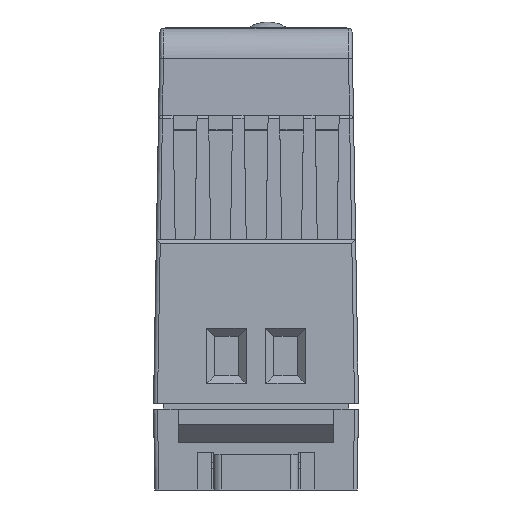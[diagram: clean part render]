
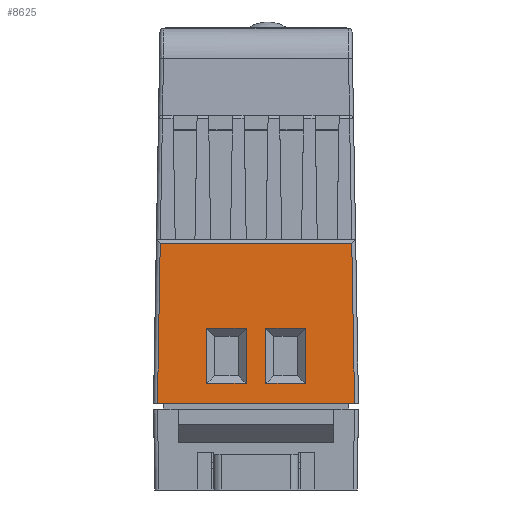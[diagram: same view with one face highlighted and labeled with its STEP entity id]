
A CAD part, front view. The second image highlights one B-rep face of the part: STEP entity #8625.
In plain terms, the highlighted planar face has unit normal (0, -1, 0.018).
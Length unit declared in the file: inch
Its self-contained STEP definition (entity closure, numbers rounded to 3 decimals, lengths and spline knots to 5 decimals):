
#4228 = VERTEX_POINT ( 'NONE', #9002 ) ;
#4229 = EDGE_CURVE ( 'NONE', #4228, #8664, #9091, .T. ) ;
#4231 = ORIENTED_EDGE ( 'NONE', *, *, #4229, .F. ) ;
#4232 = EDGE_CURVE ( 'NONE', #8624, #4228, #9085, .T. ) ;
#4233 = ORIENTED_EDGE ( 'NONE', *, *, #8433, .T. ) ;
#4234 = VERTEX_POINT ( 'NONE', #9004 ) ;
#4235 = ORIENTED_EDGE ( 'NONE', *, *, #4232, .F. ) ;
#4236 = EDGE_CURVE ( 'NONE', #8622, #8624, #9080, .T. ) ;
#4237 = ORIENTED_EDGE ( 'NONE', *, *, #4236, .F. ) ;
#4238 = EDGE_LOOP ( 'NONE', ( #4239, #8430, #8432, #4233 ) ) ;
#4239 = ORIENTED_EDGE ( 'NONE', *, *, #4241, .F. ) ;
#4240 = VERTEX_POINT ( 'NONE', #9003 ) ;
#4241 = EDGE_CURVE ( 'NONE', #4242, #8665, #9089, .T. ) ;
#4242 = VERTEX_POINT ( 'NONE', #9081 ) ;
#4253 = VERTEX_POINT ( 'NONE', #9032 ) ;
#8430 = ORIENTED_EDGE ( 'NONE', *, *, #8637, .T. ) ;
#8431 = EDGE_CURVE ( 'NONE', #4240, #4234, #11988, .T. ) ;
#8432 = ORIENTED_EDGE ( 'NONE', *, *, #8431, .T. ) ;
#8433 = EDGE_CURVE ( 'NONE', #4234, #8665, #11984, .T. ) ;
#8607 = ORIENTED_EDGE ( 'NONE', *, *, #8668, .F. ) ;
#8617 = VERTEX_POINT ( 'NONE', #12255 ) ;
#8618 = EDGE_LOOP ( 'NONE', ( #8627, #8626, #8666, #8669 ) ) ;
#8621 = VERTEX_POINT ( 'NONE', #12412 ) ;
#8622 = VERTEX_POINT ( 'NONE', #12415 ) ;
#8624 = VERTEX_POINT ( 'NONE', #12407 ) ;
#8625 = ADVANCED_FACE ( 'NONE', ( #12403, #12420, #12413 ), #12405, .T. ) ;
#8626 = ORIENTED_EDGE ( 'NONE', *, *, #8628, .F. ) ;
#8627 = ORIENTED_EDGE ( 'NONE', *, *, #8629, .F. ) ;
#8628 = EDGE_CURVE ( 'NONE', #8617, #4253, #12411, .T. ) ;
#8629 = EDGE_CURVE ( 'NONE', #4253, #8621, #12282, .T. ) ;
#8637 = EDGE_CURVE ( 'NONE', #4242, #4240, #12396, .T. ) ;
#8662 = VERTEX_POINT ( 'NONE', #12625 ) ;
#8663 = EDGE_CURVE ( 'NONE', #8662, #8617, #12514, .T. ) ;
#8664 = VERTEX_POINT ( 'NONE', #12515 ) ;
#8665 = VERTEX_POINT ( 'NONE', #12645 ) ;
#8666 = ORIENTED_EDGE ( 'NONE', *, *, #8663, .F. ) ;
#8667 = EDGE_CURVE ( 'NONE', #8621, #8662, #12518, .T. ) ;
#8668 = EDGE_CURVE ( 'NONE', #8664, #8622, #12505, .T. ) ;
#8669 = ORIENTED_EDGE ( 'NONE', *, *, #8667, .F. ) ;
#8670 = EDGE_LOOP ( 'NONE', ( #8607, #4231, #4235, #4237 ) ) ;
#9002 = CARTESIAN_POINT ( 'NONE',  ( -0.05, -1.75773, 0.12998 ) ) ;
#9003 = CARTESIAN_POINT ( 'NONE',  ( 0.48533, -1.74533, 0.84035 ) ) ;
#9004 = CARTESIAN_POINT ( 'NONE',  ( -0.48533, -1.74533, 0.84035 ) ) ;
#9032 = CARTESIAN_POINT ( 'NONE',  ( 0.25, -1.75284, 0.40994 ) ) ;
#9046 = DIRECTION ( 'NONE',  ( -1., 0., 0. ) ) ;
#9047 = VECTOR ( 'NONE', #9046, 39.37008 ) ;
#9048 = CARTESIAN_POINT ( 'NONE',  ( -0.52, -1.75948, 0.03 ) ) ;
#9078 = DIRECTION ( 'NONE',  ( 0., -0.017, -1. ) ) ;
#9079 = VECTOR ( 'NONE', #9078, 39.37008 ) ;
#9080 = LINE ( 'NONE', #9092, #9079 ) ;
#9081 = CARTESIAN_POINT ( 'NONE',  ( 0.49948, -1.75948, 0.03 ) ) ;
#9082 = DIRECTION ( 'NONE',  ( 1., 0., 0. ) ) ;
#9083 = VECTOR ( 'NONE', #9082, 39.37008 ) ;
#9084 = CARTESIAN_POINT ( 'NONE',  ( -0.25, -1.75773, 0.12998 ) ) ;
#9085 = LINE ( 'NONE', #9084, #9083 ) ;
#9086 = DIRECTION ( 'NONE',  ( 0., 0.017, 1. ) ) ;
#9087 = VECTOR ( 'NONE', #9086, 39.37008 ) ;
#9088 = CARTESIAN_POINT ( 'NONE',  ( -0.05, -1.75284, 0.40994 ) ) ;
#9089 = LINE ( 'NONE', #9048, #9047 ) ;
#9091 = LINE ( 'NONE', #9088, #9087 ) ;
#9092 = CARTESIAN_POINT ( 'NONE',  ( -0.25, -1.75284, 0.40994 ) ) ;
#11980 = DIRECTION ( 'NONE',  ( -0.017, -0.017, -1. ) ) ;
#11981 = VECTOR ( 'NONE', #11980, 39.37008 ) ;
#11983 = CARTESIAN_POINT ( 'NONE',  ( -0.50001, -1.76001, -0.00035 ) ) ;
#11984 = LINE ( 'NONE', #11983, #11981 ) ;
#11986 = DIRECTION ( 'NONE',  ( -1., 0., 0. ) ) ;
#11987 = VECTOR ( 'NONE', #11986, 39.37008 ) ;
#11988 = LINE ( 'NONE', #11991, #11987 ) ;
#11991 = CARTESIAN_POINT ( 'NONE',  ( -0.52, -1.74533, 0.84035 ) ) ;
#12255 = CARTESIAN_POINT ( 'NONE',  ( 0.25, -1.75773, 0.12998 ) ) ;
#12278 = DIRECTION ( 'NONE',  ( -1., 0., 0. ) ) ;
#12279 = VECTOR ( 'NONE', #12278, 39.37008 ) ;
#12280 = CARTESIAN_POINT ( 'NONE',  ( 0.05, -1.75284, 0.40994 ) ) ;
#12282 = LINE ( 'NONE', #12280, #12279 ) ;
#12283 = DIRECTION ( 'NONE',  ( 0., 0.017, 1. ) ) ;
#12284 = VECTOR ( 'NONE', #12283, 39.37008 ) ;
#12286 = DIRECTION ( 'NONE',  ( 0., -0.017, -1. ) ) ;
#12390 = DIRECTION ( 'NONE',  ( -0.017, 0.017, 1. ) ) ;
#12391 = VECTOR ( 'NONE', #12390, 39.37008 ) ;
#12395 = CARTESIAN_POINT ( 'NONE',  ( 0.49969, -1.75969, 0.01779 ) ) ;
#12396 = LINE ( 'NONE', #12395, #12391 ) ;
#12398 = DIRECTION ( 'NONE',  ( 0., -1., 0.017 ) ) ;
#12399 = CARTESIAN_POINT ( 'NONE',  ( -0.52, -1.76, 0. ) ) ;
#12400 = AXIS2_PLACEMENT_3D ( 'NONE', #12399, #12398, #12286 ) ;
#12403 = FACE_BOUND ( 'NONE', #8618, .T. ) ;
#12405 = PLANE ( 'NONE',  #12400 ) ;
#12406 = CARTESIAN_POINT ( 'NONE',  ( 0.25, -1.75284, 0.40994 ) ) ;
#12407 = CARTESIAN_POINT ( 'NONE',  ( -0.25, -1.75773, 0.12998 ) ) ;
#12411 = LINE ( 'NONE', #12406, #12284 ) ;
#12412 = CARTESIAN_POINT ( 'NONE',  ( 0.05, -1.75284, 0.40994 ) ) ;
#12413 = FACE_OUTER_BOUND ( 'NONE', #4238, .T. ) ;
#12415 = CARTESIAN_POINT ( 'NONE',  ( -0.25, -1.75284, 0.40994 ) ) ;
#12420 = FACE_BOUND ( 'NONE', #8670, .T. ) ;
#12503 = DIRECTION ( 'NONE',  ( -1., 0., 0. ) ) ;
#12504 = VECTOR ( 'NONE', #12503, 39.37008 ) ;
#12505 = LINE ( 'NONE', #12637, #12504 ) ;
#12508 = DIRECTION ( 'NONE',  ( 0., -0.017, -1. ) ) ;
#12512 = DIRECTION ( 'NONE',  ( 1., 0., 0. ) ) ;
#12513 = VECTOR ( 'NONE', #12512, 39.37008 ) ;
#12514 = LINE ( 'NONE', #12628, #12513 ) ;
#12515 = CARTESIAN_POINT ( 'NONE',  ( -0.05, -1.75284, 0.40994 ) ) ;
#12516 = VECTOR ( 'NONE', #12508, 39.37008 ) ;
#12517 = CARTESIAN_POINT ( 'NONE',  ( 0.05, -1.75284, 0.40994 ) ) ;
#12518 = LINE ( 'NONE', #12517, #12516 ) ;
#12625 = CARTESIAN_POINT ( 'NONE',  ( 0.05, -1.75773, 0.12998 ) ) ;
#12628 = CARTESIAN_POINT ( 'NONE',  ( 0.05, -1.75773, 0.12998 ) ) ;
#12637 = CARTESIAN_POINT ( 'NONE',  ( -0.25, -1.75284, 0.40994 ) ) ;
#12645 = CARTESIAN_POINT ( 'NONE',  ( -0.49948, -1.75948, 0.03 ) ) ;
